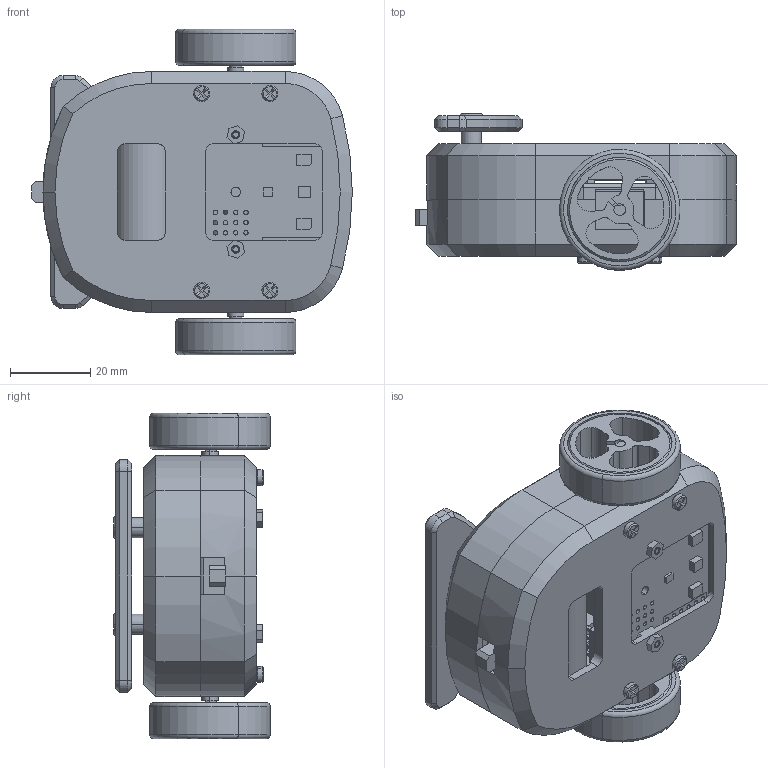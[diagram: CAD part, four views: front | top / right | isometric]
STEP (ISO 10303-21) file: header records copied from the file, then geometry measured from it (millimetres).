
FILE_DESCRIPTION (( 'STEP AP214' ), '1' );
FILE_NAME ('01_Cannybot_v21.STEP', '2015-06-23T11:16:47', ( 'One' ), ( '' ), 'SwSTEP 2.0', 'SolidWorks 2010', '' );
FILE_SCHEMA (( 'AUTOMOTIVE_DESIGN' ));
Length unit declared in the file: millimetre
Products named in the file (18): base_CB_v21_for PololuSensor; Bluebrain_v3_rev3; top cover_v6; spacer 3mm; battery contact_positive; battery contact_negative; AA_Li-Ion 3.7V; POWER SWITCH; spoiler_type1; motorclamp; motor_N20_300rpm; wheel_24mm_3.3mmshaft; tyre_silicon; M2x6mm; M2 nut; M2x20mm; M3x12mm; 01_Cannybot_v21
Assembly tree (32 placements, depth 2):
  01_Cannybot_v21
    Bluebrain_v3_rev3
    M2x6mm  x2
    wheel_24mm_3.3mmshaft  x2
    M2x20mm  x4
    top cover_v6
    spacer 3mm  x2
    battery contact_positive
    M2 nut  x6
    tyre_silicon  x2
    base_CB_v21_for PololuSensor
    M3x12mm  x2
    battery contact_negative
    spoiler_type1
    motor_N20_300rpm  x2
    AA_Li-Ion 3.7V
    motorclamp  x2
    POWER SWITCH
Bounding box: 79.79 x 38.94 x 81 mm (x, y, z)
Volume: 67802.9 mm3; surface area: 52374.8 mm2
Topology: 32 solids, 32 shells, 1317 faces, 3336 edges, 2174 vertices
Faces by surface type: plane 819, cylinder 354, cone 106, bspline 24, torus 14
Entity records: 37763 total; most frequent: CARTESIAN_POINT 9021, DIRECTION 5279, ORIENTED_EDGE 5258, EDGE_CURVE 2629, LINE 1935, VECTOR 1935, VERTEX_POINT 1718, AXIS2_PLACEMENT_3D 1672
